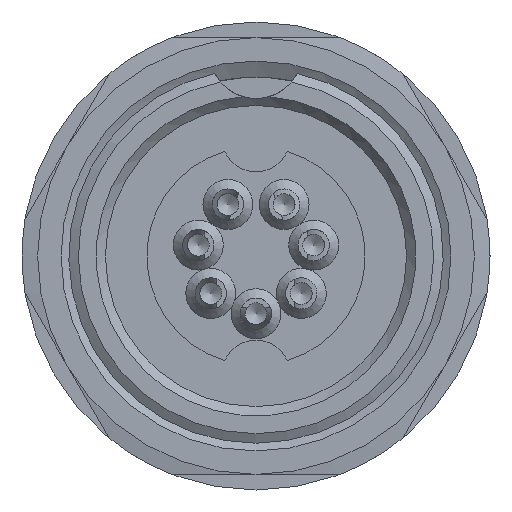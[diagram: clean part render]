
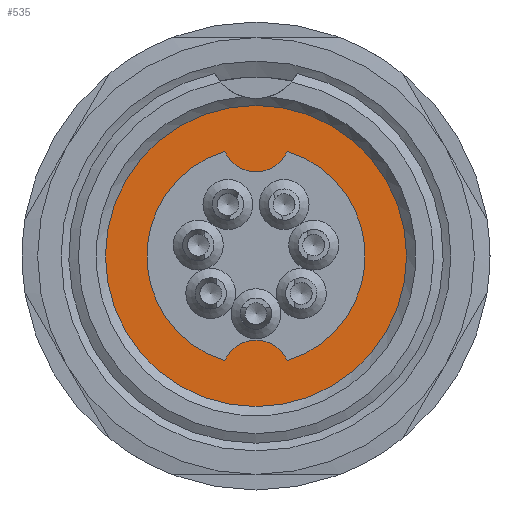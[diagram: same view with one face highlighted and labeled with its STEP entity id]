
A CAD part, left-side view. The second image highlights one B-rep face of the part: STEP entity #535.
In plain terms, the highlighted planar face has unit normal (-1, 0, 0).
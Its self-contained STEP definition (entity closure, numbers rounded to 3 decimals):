
#379=PLANE('',#2952);
#535=ADVANCED_FACE('',(#796,#797),#379,.F.);
#796=FACE_BOUND('',#1037,.T.);
#797=FACE_BOUND('',#1038,.T.);
#1037=EDGE_LOOP('',(#1786,#1787,#1788,#1789));
#1038=EDGE_LOOP('',(#1790));
#1786=ORIENTED_EDGE('',*,*,#2453,.F.);
#1787=ORIENTED_EDGE('',*,*,#2451,.F.);
#1788=ORIENTED_EDGE('',*,*,#2449,.F.);
#1789=ORIENTED_EDGE('',*,*,#2447,.F.);
#1790=ORIENTED_EDGE('',*,*,#2454,.T.);
#2154=VERTEX_POINT('',#4921);
#2155=VERTEX_POINT('',#4923);
#2156=VERTEX_POINT('',#4927);
#2157=VERTEX_POINT('',#4931);
#2158=VERTEX_POINT('',#4937);
#2447=EDGE_CURVE('',#2154,#2155,#2651,.T.);
#2449=EDGE_CURVE('',#2155,#2156,#2652,.T.);
#2451=EDGE_CURVE('',#2156,#2157,#2653,.T.);
#2453=EDGE_CURVE('',#2157,#2154,#2654,.T.);
#2454=EDGE_CURVE('',#2158,#2158,#2655,.T.);
#2651=CIRCLE('',#2943,3.5);
#2652=CIRCLE('',#2945,1.1);
#2653=CIRCLE('',#2947,3.5);
#2654=CIRCLE('',#2949,1.1);
#2655=CIRCLE('',#2951,4.825);
#2943=AXIS2_PLACEMENT_3D('',#4922,#3621,#3622);
#2945=AXIS2_PLACEMENT_3D('',#4926,#3626,#3627);
#2947=AXIS2_PLACEMENT_3D('',#4930,#3631,#3632);
#2949=AXIS2_PLACEMENT_3D('',#4934,#3636,#3637);
#2951=AXIS2_PLACEMENT_3D('',#4936,#3640,#3641);
#2952=AXIS2_PLACEMENT_3D('',#4938,#3642,#3643);
#3621=DIRECTION('',(-1.,0.,0.));
#3622=DIRECTION('',(0.,0.,-1.));
#3626=DIRECTION('',(1.,0.,0.));
#3627=DIRECTION('',(0.,0.,-1.));
#3631=DIRECTION('',(-1.,0.,0.));
#3632=DIRECTION('',(0.,0.,-1.));
#3636=DIRECTION('',(1.,0.,0.));
#3637=DIRECTION('',(0.,0.,-1.));
#3640=DIRECTION('',(-1.,0.,0.));
#3641=DIRECTION('',(0.,0.,-1.));
#3642=DIRECTION('',(1.,0.,0.));
#3643=DIRECTION('',(0.,0.,-1.));
#4921=CARTESIAN_POINT('',(1.6,-1.005,-3.353));
#4922=CARTESIAN_POINT('',(1.6,0.,0.));
#4923=CARTESIAN_POINT('',(1.6,-1.005,3.353));
#4926=CARTESIAN_POINT('',(1.6,0.,3.8));
#4927=CARTESIAN_POINT('',(1.6,1.005,3.353));
#4930=CARTESIAN_POINT('',(1.6,0.,0.));
#4931=CARTESIAN_POINT('',(1.6,1.005,-3.353));
#4934=CARTESIAN_POINT('',(1.6,0.,-3.8));
#4936=CARTESIAN_POINT('',(1.6,0.,0.));
#4937=CARTESIAN_POINT('',(1.6,0.,-4.825));
#4938=CARTESIAN_POINT('',(1.6,0.,0.));
